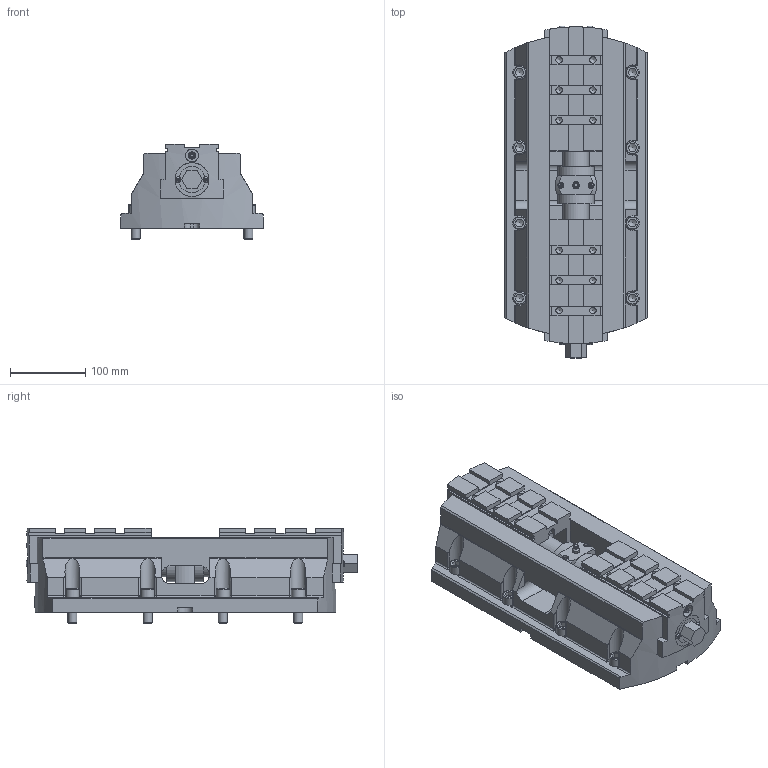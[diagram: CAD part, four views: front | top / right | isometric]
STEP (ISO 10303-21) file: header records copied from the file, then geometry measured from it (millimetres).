
FILE_DESCRIPTION(/* description */ ('Kunde (verstellbar)'),/* implementation_level */ '2;1');
FILE_NAME(/* name */ '200-0400-001_Kunde (verstellbar).stp',/* time_stamp */ '2022-11-16T14:12:41+01:00',/* author */ ('Chiacchiera'),/* organization */ (''),/* preprocessor_version */ 'ST-DEVELOPER v19.2',/* originating_system */ 'Autodesk Inventor 2023',/* authorisation */ '');
FILE_SCHEMA (('AUTOMOTIVE_DESIGN { 1 0 10303 214 3 1 1 }'));
Length unit declared in the file: millimetre
Products named in the file (3): 200-0400-001; 200-0400-001_1; 200-0400-001_2
Assembly tree (3 placements, depth 2):
  200-0400-001
    200-0400-001_1
    200-0400-001_2  x2
Bounding box: 190 x 441.2 x 127 mm (x, y, z)
Volume: 5990162.3 mm3; surface area: 546254.5 mm2
Topology: 3 solids, 3 shells, 704 faces, 1848 edges, 1201 vertices
Faces by surface type: plane 410, cylinder 150, cone 91, torus 30, bspline 20, sphere 3
Full cylindrical faces by diameter (mm): 4.917 x4, 5 x2, 7 x2, 7.6 x4, 8 x2, 8.376 x12, 10.106 x3, 12 x8, 13 x6, 13.5 x8, 15 x6, 17 x2, 18 x8, 25 x3, 35 x2, 48 x2, 90 x1, 91 x1
Entity records: 19537 total; most frequent: CARTESIAN_POINT 5086, ORIENTED_EDGE 2932, DIRECTION 2759, EDGE_CURVE 1466, AXIS2_PLACEMENT_3D 996, VERTEX_POINT 978, LINE 767, VECTOR 767
